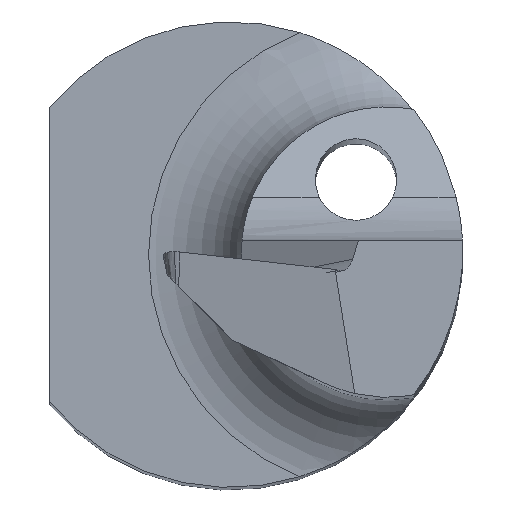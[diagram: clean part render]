
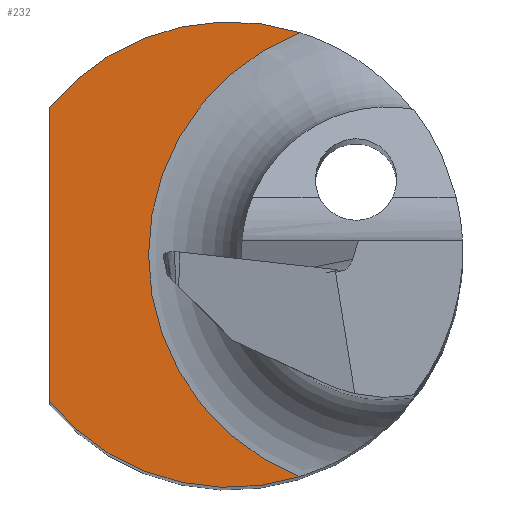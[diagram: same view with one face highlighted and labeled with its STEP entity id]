
A CAD part, top view. The second image highlights one B-rep face of the part: STEP entity #232.
In plain terms, the highlighted planar face has unit normal (0, 0, 1).
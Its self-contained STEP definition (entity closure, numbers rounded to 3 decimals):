
#16 = EDGE_CURVE ( 'NONE', #358, #503, #51, .T. ) ;
#51 = CIRCLE ( 'NONE', #119, 2.05 ) ;
#113 = DIRECTION ( 'NONE',  ( -1., 0., 0. ) ) ;
#117 = DIRECTION ( 'NONE',  ( 0., 0., -1. ) ) ;
#119 = AXIS2_PLACEMENT_3D ( 'NONE', #352, #625, #113 ) ;
#175 = ORIENTED_EDGE ( 'NONE', *, *, #16, .F. ) ;
#184 = ORIENTED_EDGE ( 'NONE', *, *, #573, .F. ) ;
#193 = ORIENTED_EDGE ( 'NONE', *, *, #729, .F. ) ;
#216 = CARTESIAN_POINT ( 'NONE',  ( 0.6, -1.908, 14. ) ) ;
#232 = ADVANCED_FACE ( 'NONE', ( #715 ), #463, .T. ) ;
#238 = DIRECTION ( 'NONE',  ( -1., 0., 0. ) ) ;
#250 = AXIS2_PLACEMENT_3D ( 'NONE', #662, #999, #238 ) ;
#266 = DIRECTION ( 'NONE',  ( -1., 0., 0. ) ) ;
#352 = CARTESIAN_POINT ( 'NONE',  ( 1.35, 0., 14. ) ) ;
#358 = VERTEX_POINT ( 'NONE', #742 ) ;
#381 = DIRECTION ( 'NONE',  ( 0., 1., 0. ) ) ;
#382 = DIRECTION ( 'NONE',  ( 0., 0., 1. ) ) ;
#453 = LINE ( 'NONE', #897, #707 ) ;
#457 = ORIENTED_EDGE ( 'NONE', *, *, #496, .F. ) ;
#459 = EDGE_LOOP ( 'NONE', ( #193, #184, #457, #175 ) ) ;
#463 = PLANE ( 'NONE',  #653 ) ;
#496 = EDGE_CURVE ( 'NONE', #503, #1088, #1050, .T. ) ;
#503 = VERTEX_POINT ( 'NONE', #216 ) ;
#573 = EDGE_CURVE ( 'NONE', #1088, #923, #453, .T. ) ;
#625 = DIRECTION ( 'NONE',  ( 0., 0., 1. ) ) ;
#653 = AXIS2_PLACEMENT_3D ( 'NONE', #989, #382, #795 ) ;
#662 = CARTESIAN_POINT ( 'NONE',  ( 0., 0., 14. ) ) ;
#707 = VECTOR ( 'NONE', #381, 1000. ) ;
#715 = FACE_OUTER_BOUND ( 'NONE', #459, .T. ) ;
#729 = EDGE_CURVE ( 'NONE', #923, #358, #967, .T. ) ;
#742 = CARTESIAN_POINT ( 'NONE',  ( 0.6, 1.908, 14. ) ) ;
#753 = CARTESIAN_POINT ( 'NONE',  ( -1.55, 1.264, 14. ) ) ;
#795 = DIRECTION ( 'NONE',  ( -1., 0., 0. ) ) ;
#897 = CARTESIAN_POINT ( 'NONE',  ( -1.55, 1.264, 14. ) ) ;
#923 = VERTEX_POINT ( 'NONE', #753 ) ;
#966 = AXIS2_PLACEMENT_3D ( 'NONE', #1029, #117, #266 ) ;
#967 = CIRCLE ( 'NONE', #250, 2. ) ;
#989 = CARTESIAN_POINT ( 'NONE',  ( -0.15, 0.35, 14. ) ) ;
#999 = DIRECTION ( 'NONE',  ( 0., 0., -1. ) ) ;
#1002 = CARTESIAN_POINT ( 'NONE',  ( -1.55, -1.264, 14. ) ) ;
#1029 = CARTESIAN_POINT ( 'NONE',  ( 0., 0., 14. ) ) ;
#1050 = CIRCLE ( 'NONE', #966, 2. ) ;
#1088 = VERTEX_POINT ( 'NONE', #1002 ) ;
